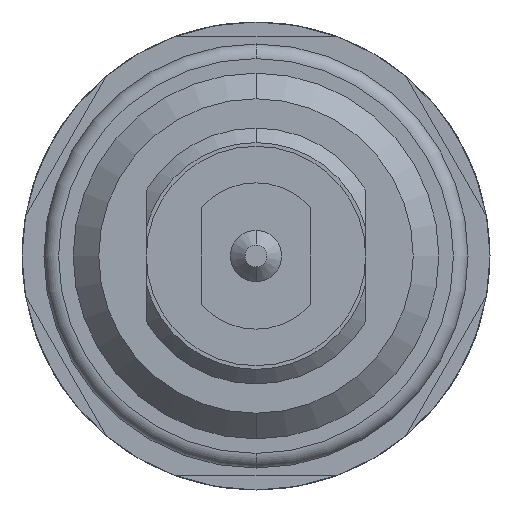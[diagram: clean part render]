
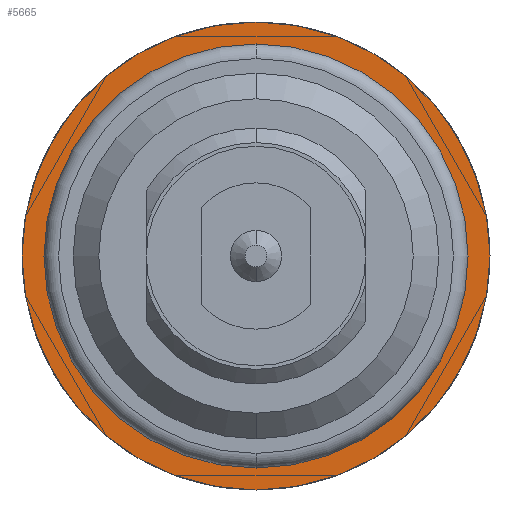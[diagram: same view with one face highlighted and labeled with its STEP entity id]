
A CAD part, front view. The second image highlights one B-rep face of the part: STEP entity #5665.
In plain terms, the highlighted planar face has unit normal (0, -1, 0).
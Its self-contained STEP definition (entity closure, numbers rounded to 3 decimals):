
#231 = CIRCLE ( 'NONE', #9627, 3.2 ) ;
#320 = DIRECTION ( 'NONE',  ( 0., 1., 0. ) ) ;
#541 = DIRECTION ( 'NONE',  ( 0., 1., 0. ) ) ;
#656 = CARTESIAN_POINT ( 'NONE',  ( 0., 41.6, 0. ) ) ;
#1058 = AXIS2_PLACEMENT_3D ( 'NONE', #6316, #2204, #4586 ) ;
#1216 = CARTESIAN_POINT ( 'NONE',  ( 0., 41.6, -2.9 ) ) ;
#1329 = CARTESIAN_POINT ( 'NONE',  ( 0., 41.6, 0. ) ) ;
#1351 = DIRECTION ( 'NONE',  ( 0., 0., 1. ) ) ;
#1440 = CARTESIAN_POINT ( 'NONE',  ( 0., 41.6, -3.2 ) ) ;
#1487 = DIRECTION ( 'NONE',  ( 0., 1., 0. ) ) ;
#1538 = CIRCLE ( 'NONE', #1058, 2.9 ) ;
#2111 = VERTEX_POINT ( 'NONE', #2644 ) ;
#2204 = DIRECTION ( 'NONE',  ( 0., 1., 0. ) ) ;
#2431 = CARTESIAN_POINT ( 'NONE',  ( 0., 41.6, 3.2 ) ) ;
#2644 = CARTESIAN_POINT ( 'NONE',  ( 0., 41.6, 2.9 ) ) ;
#2866 = DIRECTION ( 'NONE',  ( 0., 1., 0. ) ) ;
#3581 = CIRCLE ( 'NONE', #5951, 3.2 ) ;
#3682 = ORIENTED_EDGE ( 'NONE', *, *, #5144, .T. ) ;
#3732 = AXIS2_PLACEMENT_3D ( 'NONE', #10264, #541, #5423 ) ;
#3745 = ORIENTED_EDGE ( 'NONE', *, *, #6074, .T. ) ;
#4464 = CARTESIAN_POINT ( 'NONE',  ( 0., 41.6, 0. ) ) ;
#4479 = ORIENTED_EDGE ( 'NONE', *, *, #6889, .F. ) ;
#4586 = DIRECTION ( 'NONE',  ( 0., 0., 1. ) ) ;
#5053 = CIRCLE ( 'NONE', #10363, 2.9 ) ;
#5144 = EDGE_CURVE ( 'Defeature ausgef�hrt2_10+Defeature ausgef�hrt2_11+Defeature ausgef�hrt2_11+Defeature ausgef�hrt2_11', #2111, #10208, #1538, .T. ) ;
#5210 = EDGE_CURVE ( 'Defeature ausgef�hrt2_9+Defeature ausgef�hrt2_10+Defeature ausgef�hrt2_10+Defeature ausgef�hrt2_10', #8488, #5318, #3581, .T. ) ;
#5318 = VERTEX_POINT ( 'NONE', #2431 ) ;
#5328 = FACE_OUTER_BOUND ( 'NONE', #6590, .T. ) ;
#5423 = DIRECTION ( 'NONE',  ( 0., 0., 1. ) ) ;
#5665 = ADVANCED_FACE ( 'Defeature ausgef�hrt2_10', ( #5328, #8609 ), #6165, .F. ) ;
#5951 = AXIS2_PLACEMENT_3D ( 'NONE', #656, #1487, #1351 ) ;
#6074 = EDGE_CURVE ( 'Defeature ausgef�hrt2_10+Defeature ausgef�hrt2_11+Defeature ausgef�hrt2_11+Defeature ausgef�hrt2_11', #10208, #2111, #5053, .T. ) ;
#6165 = PLANE ( 'NONE',  #3732 ) ;
#6316 = CARTESIAN_POINT ( 'NONE',  ( 0., 41.6, 0. ) ) ;
#6590 = EDGE_LOOP ( 'NONE', ( #4479, #8801 ) ) ;
#6889 = EDGE_CURVE ( 'Defeature ausgef�hrt2_9+Defeature ausgef�hrt2_10+Defeature ausgef�hrt2_10+Defeature ausgef�hrt2_10', #5318, #8488, #231, .T. ) ;
#7783 = EDGE_LOOP ( 'NONE', ( #3682, #3745 ) ) ;
#8488 = VERTEX_POINT ( 'NONE', #1440 ) ;
#8609 = FACE_BOUND ( 'NONE', #7783, .T. ) ;
#8801 = ORIENTED_EDGE ( 'NONE', *, *, #5210, .F. ) ;
#9627 = AXIS2_PLACEMENT_3D ( 'NONE', #4464, #320, #10158 ) ;
#10158 = DIRECTION ( 'NONE',  ( 0., 0., 1. ) ) ;
#10208 = VERTEX_POINT ( 'NONE', #1216 ) ;
#10217 = DIRECTION ( 'NONE',  ( 0., 0., 1. ) ) ;
#10264 = CARTESIAN_POINT ( 'NONE',  ( 3.2, 41.6, 0. ) ) ;
#10363 = AXIS2_PLACEMENT_3D ( 'NONE', #1329, #2866, #10217 ) ;
